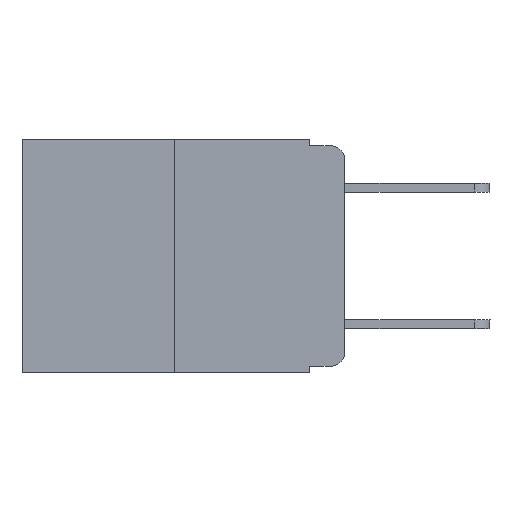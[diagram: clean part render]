
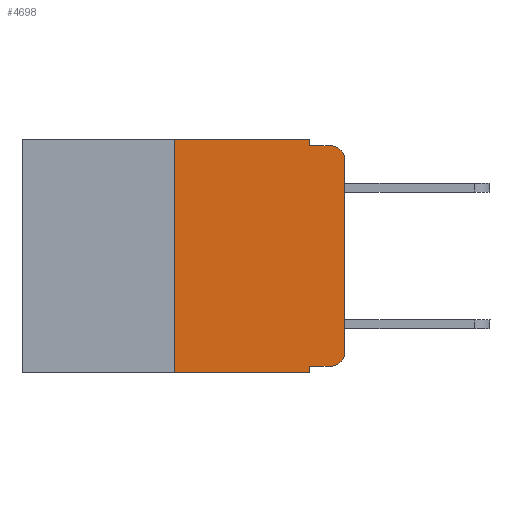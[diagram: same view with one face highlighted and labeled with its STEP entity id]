
A CAD part, left-side view. The second image highlights one B-rep face of the part: STEP entity #4698.
In plain terms, the highlighted planar face has unit normal (-1, 0, 0).
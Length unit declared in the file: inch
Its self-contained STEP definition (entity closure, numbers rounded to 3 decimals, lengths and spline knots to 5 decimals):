
#333 = CARTESIAN_POINT ( 'NONE',  ( 0., 0.25, 0. ) ) ;
#776 = VERTEX_POINT ( 'NONE', #23219 ) ;
#1048 = LINE ( 'NONE', #24309, #9367 ) ;
#1361 = EDGE_CURVE ( 'NONE', #6080, #776, #8915, .T. ) ;
#1748 = DIRECTION ( 'NONE',  ( -1., 0., 0. ) ) ;
#2495 = EDGE_CURVE ( 'NONE', #6080, #9895, #23319, .T. ) ;
#2678 = EDGE_CURVE ( 'NONE', #3872, #12993, #13172, .T. ) ;
#2680 = ORIENTED_EDGE ( 'NONE', *, *, #7516, .T. ) ;
#2735 = LINE ( 'NONE', #7225, #10650 ) ;
#2866 = DIRECTION ( 'NONE',  ( 0., 0., 1. ) ) ;
#2935 = CARTESIAN_POINT ( 'NONE',  ( 0., 0.473, 0. ) ) ;
#3031 = DIRECTION ( 'NONE',  ( 0., 0., -1. ) ) ;
#3872 = VERTEX_POINT ( 'NONE', #18064 ) ;
#4393 = EDGE_CURVE ( 'NONE', #16697, #10537, #1048, .T. ) ;
#4525 = ORIENTED_EDGE ( 'NONE', *, *, #2678, .F. ) ;
#4698 = ADVANCED_FACE ( 'NONE', ( #15369 ), #17962, .F. ) ;
#5694 = DIRECTION ( 'NONE',  ( 0., 0., -1. ) ) ;
#5710 = DIRECTION ( 'NONE',  ( 0., 0., -1. ) ) ;
#6037 = CIRCLE ( 'NONE', #24825, 0.02 ) ;
#6080 = VERTEX_POINT ( 'NONE', #23642 ) ;
#6100 = VERTEX_POINT ( 'NONE', #26292 ) ;
#6998 = ORIENTED_EDGE ( 'NONE', *, *, #1361, .T. ) ;
#7225 = CARTESIAN_POINT ( 'NONE',  ( 0., 0., 0. ) ) ;
#7306 = DIRECTION ( 'NONE',  ( 1., 0., 0. ) ) ;
#7516 = EDGE_CURVE ( 'NONE', #7988, #12993, #6037, .T. ) ;
#7988 = VERTEX_POINT ( 'NONE', #18385 ) ;
#8268 = ORIENTED_EDGE ( 'NONE', *, *, #14744, .T. ) ;
#8472 = CARTESIAN_POINT ( 'NONE',  ( 0., 0.02, -0.333 ) ) ;
#8697 = ORIENTED_EDGE ( 'NONE', *, *, #26179, .F. ) ;
#8915 = LINE ( 'NONE', #10832, #17626 ) ;
#9164 = LINE ( 'NONE', #11470, #12208 ) ;
#9172 = ORIENTED_EDGE ( 'NONE', *, *, #4393, .T. ) ;
#9367 = VECTOR ( 'NONE', #26088, 39.37008 ) ;
#9895 = VERTEX_POINT ( 'NONE', #13995 ) ;
#10327 = CARTESIAN_POINT ( 'NONE',  ( 0., 0.02, -0.313 ) ) ;
#10399 = ORIENTED_EDGE ( 'NONE', *, *, #2495, .F. ) ;
#10458 = DIRECTION ( 'NONE',  ( -1., 0., 0. ) ) ;
#10537 = VERTEX_POINT ( 'NONE', #8472 ) ;
#10650 = VECTOR ( 'NONE', #2866, 39.37008 ) ;
#10832 = CARTESIAN_POINT ( 'NONE',  ( 0., 0.473, -0.343 ) ) ;
#11140 = VECTOR ( 'NONE', #21804, 39.37008 ) ;
#11470 = CARTESIAN_POINT ( 'NONE',  ( 0., 0.051, 0. ) ) ;
#12208 = VECTOR ( 'NONE', #3031, 39.37008 ) ;
#12291 = CARTESIAN_POINT ( 'NONE',  ( 0., 0.051, 0. ) ) ;
#12924 = EDGE_CURVE ( 'NONE', #16697, #776, #9164, .T. ) ;
#12993 = VERTEX_POINT ( 'NONE', #22026 ) ;
#13038 = CARTESIAN_POINT ( 'NONE',  ( 0., 0.051, -0.01 ) ) ;
#13153 = VERTEX_POINT ( 'NONE', #12291 ) ;
#13172 = LINE ( 'NONE', #13038, #18012 ) ;
#13334 = AXIS2_PLACEMENT_3D ( 'NONE', #26195, #7306, #13456 ) ;
#13440 = DIRECTION ( 'NONE',  ( 0., -1., 0. ) ) ;
#13456 = DIRECTION ( 'NONE',  ( 0., 0., -1. ) ) ;
#13533 = ORIENTED_EDGE ( 'NONE', *, *, #24579, .T. ) ;
#13995 = CARTESIAN_POINT ( 'NONE',  ( 0., 0.25, 0. ) ) ;
#14744 = EDGE_CURVE ( 'NONE', #6100, #7988, #2735, .T. ) ;
#15038 = CARTESIAN_POINT ( 'NONE',  ( 0., 0.051, 0. ) ) ;
#15305 = LINE ( 'NONE', #15038, #16838 ) ;
#15369 = FACE_OUTER_BOUND ( 'NONE', #23293, .T. ) ;
#16697 = VERTEX_POINT ( 'NONE', #23552 ) ;
#16838 = VECTOR ( 'NONE', #23406, 39.37008 ) ;
#17626 = VECTOR ( 'NONE', #26038, 39.37008 ) ;
#17962 = PLANE ( 'NONE',  #13334 ) ;
#18012 = VECTOR ( 'NONE', #13440, 39.37008 ) ;
#18064 = CARTESIAN_POINT ( 'NONE',  ( 0., 0.051, -0.01 ) ) ;
#18119 = AXIS2_PLACEMENT_3D ( 'NONE', #10327, #10458, #5694 ) ;
#18385 = CARTESIAN_POINT ( 'NONE',  ( 0., 0., -0.03 ) ) ;
#18577 = ORIENTED_EDGE ( 'NONE', *, *, #24845, .F. ) ;
#19009 = CIRCLE ( 'NONE', #18119, 0.02 ) ;
#20475 = CARTESIAN_POINT ( 'NONE',  ( 0., 0.02, -0.03 ) ) ;
#21674 = LINE ( 'NONE', #2935, #11140 ) ;
#21804 = DIRECTION ( 'NONE',  ( 0., -1., 0. ) ) ;
#22026 = CARTESIAN_POINT ( 'NONE',  ( 0., 0.02, -0.01 ) ) ;
#22836 = VECTOR ( 'NONE', #25368, 39.37008 ) ;
#23219 = CARTESIAN_POINT ( 'NONE',  ( 0., 0.051, -0.343 ) ) ;
#23293 = EDGE_LOOP ( 'NONE', ( #8268, #2680, #4525, #8697, #18577, #10399, #6998, #24980, #9172, #13533 ) ) ;
#23319 = LINE ( 'NONE', #333, #22836 ) ;
#23406 = DIRECTION ( 'NONE',  ( 0., 0., -1. ) ) ;
#23552 = CARTESIAN_POINT ( 'NONE',  ( 0., 0.051, -0.333 ) ) ;
#23642 = CARTESIAN_POINT ( 'NONE',  ( 0., 0.25, -0.343 ) ) ;
#24309 = CARTESIAN_POINT ( 'NONE',  ( 0., 0.051, -0.333 ) ) ;
#24579 = EDGE_CURVE ( 'NONE', #10537, #6100, #19009, .T. ) ;
#24825 = AXIS2_PLACEMENT_3D ( 'NONE', #20475, #1748, #5710 ) ;
#24845 = EDGE_CURVE ( 'NONE', #9895, #13153, #21674, .T. ) ;
#24980 = ORIENTED_EDGE ( 'NONE', *, *, #12924, .F. ) ;
#25368 = DIRECTION ( 'NONE',  ( 0., 0., 1. ) ) ;
#26038 = DIRECTION ( 'NONE',  ( 0., -1., 0. ) ) ;
#26088 = DIRECTION ( 'NONE',  ( 0., -1., 0. ) ) ;
#26179 = EDGE_CURVE ( 'NONE', #13153, #3872, #15305, .T. ) ;
#26195 = CARTESIAN_POINT ( 'NONE',  ( 0., 0.473, 0. ) ) ;
#26292 = CARTESIAN_POINT ( 'NONE',  ( 0., 0., -0.313 ) ) ;
